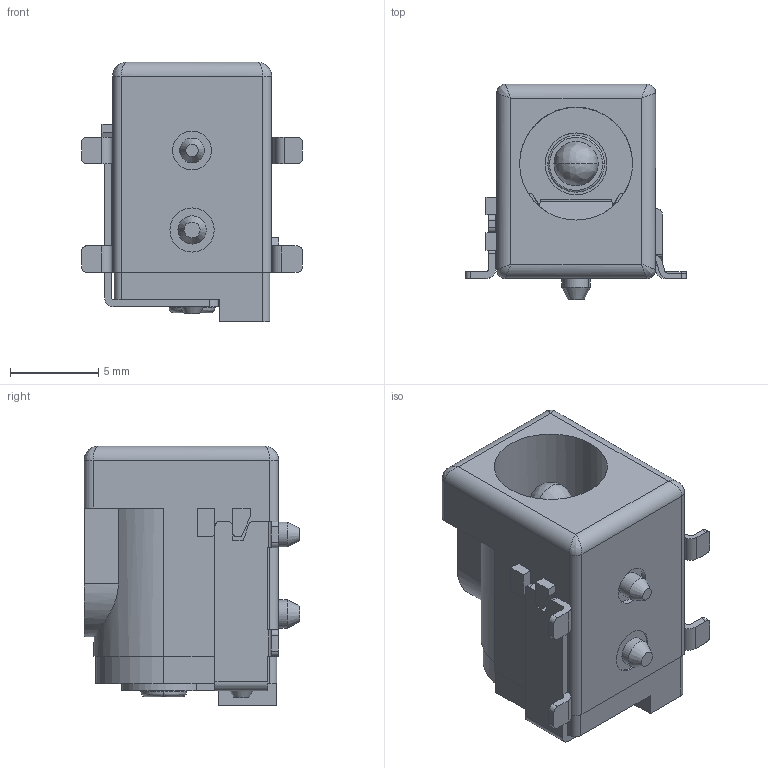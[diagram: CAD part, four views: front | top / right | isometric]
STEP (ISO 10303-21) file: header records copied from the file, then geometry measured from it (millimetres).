
FILE_DESCRIPTION( ( 'STEP AP214' ), '1' );
FILE_NAME( 'DCJ250-05-A-K1-A.stp', '2022-03-20T17:04:54', ( 'License CC BY-ND 4.0' ), ( 'CADENAS' ), ' ', 'PARTsolutions', ' ' );
FILE_SCHEMA( ( 'AUTOMOTIVE_DESIGN { 1 0 10303 214 1 1 1 1 }' ) );
Length unit declared in the file: millimetre
Products named in the file (9): DCJ250-05-A-K1-A; Imported1; Imported2
Assembly tree (8 placements, depth 2):
  DCJ250-05-A-K1-A
    Imported1
    Imported2
    Imported1
    Imported2
    Imported1
    Imported1
    Imported1
    Imported1
Bounding box: 12.5 x 12.2 x 14.7 mm (x, y, z)
Volume: 816 mm3; surface area: 1727.4 mm2
Topology: 8 solids, 8 shells, 286 faces, 716 edges, 455 vertices
Faces by surface type: plane 180, cylinder 73, bspline 28, cone 5
Full cylindrical faces by diameter (mm): 1.4 x1, 1.45 x1, 1.5 x1, 1.55 x1, 1.6 x1, 2 x1, 2.1 x3, 2.2 x1, 2.5 x2, 2.6 x1, 3.05 x1, 3.1 x1, 3.2 x1, 3.5 x1, 6.4 x1
Entity records: 11630 total; most frequent: CARTESIAN_POINT 2627, ORIENTED_EDGE 1360, DIRECTION 1308, EDGE_CURVE 680, LINE 486, VECTOR 486, VERTEX_POINT 449, AXIS2_PLACEMENT_3D 411
